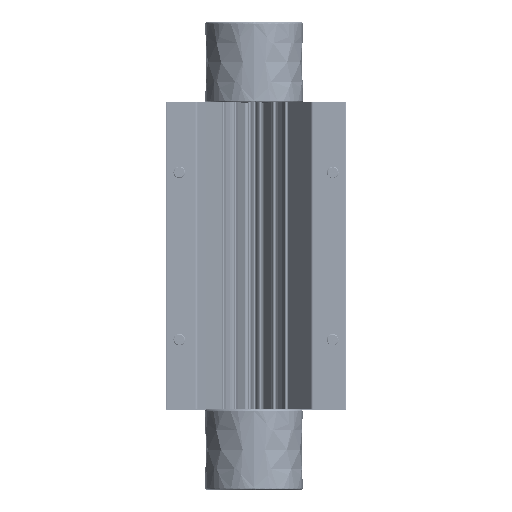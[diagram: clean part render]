
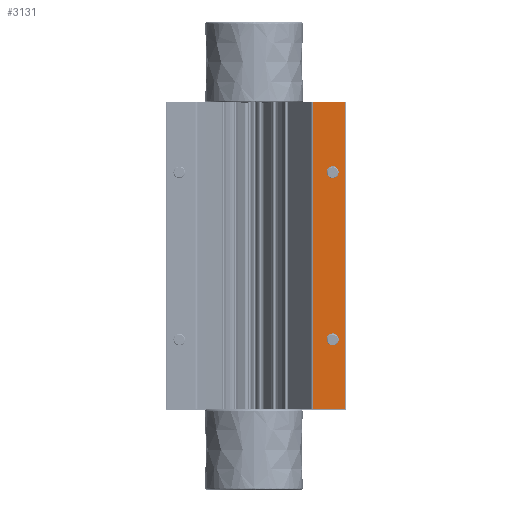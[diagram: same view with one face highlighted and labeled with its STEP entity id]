
A CAD part, front view. The second image highlights one B-rep face of the part: STEP entity #3131.
In plain terms, the highlighted free-form (B-spline) face has degree [1, 1] with [2, 2] control points.
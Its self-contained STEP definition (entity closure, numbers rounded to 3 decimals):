
#132 = VERTEX_POINT('',#133);
#133 = CARTESIAN_POINT('',(30.489,0.,
    102.231));
#151 = VERTEX_POINT('',#152);
#152 = CARTESIAN_POINT('',(35.661,0.,
    102.231));
#157 = EDGE_CURVE('',#151,#132,#158,.T.);
#158 = ( BOUNDED_CURVE() B_SPLINE_CURVE(2,(#159,#160,#161,#162,#163),
.UNSPECIFIED.,.F.,.F.) B_SPLINE_CURVE_WITH_KNOTS((3,2,3),(3.142,
4.712,6.283),.PIECEWISE_BEZIER_KNOTS.) CURVE() 
GEOMETRIC_REPRESENTATION_ITEM() RATIONAL_B_SPLINE_CURVE((1.,
0.707,1.,0.707,1.)) REPRESENTATION_ITEM('') );
#159 = CARTESIAN_POINT('',(35.661,0.,
    102.231));
#160 = CARTESIAN_POINT('',(35.661,0.,
    99.646));
#161 = CARTESIAN_POINT('',(33.075,0.,
    99.646));
#162 = CARTESIAN_POINT('',(30.489,0.,
    99.646));
#163 = CARTESIAN_POINT('',(30.489,0.,
    102.231));
#180 = VERTEX_POINT('',#181);
#181 = CARTESIAN_POINT('',(30.489,0.,
    30.068));
#199 = VERTEX_POINT('',#200);
#200 = CARTESIAN_POINT('',(35.661,0.,
    30.068));
#205 = EDGE_CURVE('',#199,#180,#206,.T.);
#206 = ( BOUNDED_CURVE() B_SPLINE_CURVE(2,(#207,#208,#209,#210,#211),
.UNSPECIFIED.,.F.,.F.) B_SPLINE_CURVE_WITH_KNOTS((3,2,3),(3.142,
4.712,6.283),.PIECEWISE_BEZIER_KNOTS.) CURVE() 
GEOMETRIC_REPRESENTATION_ITEM() RATIONAL_B_SPLINE_CURVE((1.,
0.707,1.,0.707,1.)) REPRESENTATION_ITEM('') );
#207 = CARTESIAN_POINT('',(35.661,0.,
    30.068));
#208 = CARTESIAN_POINT('',(35.661,0.,
    27.482));
#209 = CARTESIAN_POINT('',(33.075,0.,
    27.482));
#210 = CARTESIAN_POINT('',(30.489,0.,
    27.482));
#211 = CARTESIAN_POINT('',(30.489,0.,
    30.068));
#3104 = VERTEX_POINT('',#3105);
#3105 = CARTESIAN_POINT('',(24.642,0.,0.));
#3111 = EDGE_CURVE('',#3112,#3104,#3114,.T.);
#3112 = VERTEX_POINT('',#3113);
#3113 = CARTESIAN_POINT('',(24.642,0.,
    132.299));
#3114 = B_SPLINE_CURVE_WITH_KNOTS('',1,(#3115,#3116),.UNSPECIFIED.,.F.,
  .F.,(2,2),(-0.,110.),.PIECEWISE_BEZIER_KNOTS.);
#3115 = CARTESIAN_POINT('',(24.642,0.,
    132.299));
#3116 = CARTESIAN_POINT('',(24.642,0.,0.));
#3131 = ADVANCED_FACE('',(#3132,#3143,#3154),#3176,.F.);
#3132 = FACE_BOUND('',#3133,.T.);
#3133 = EDGE_LOOP('',(#3134,#3142));
#3134 = ORIENTED_EDGE('',*,*,#3135,.T.);
#3135 = EDGE_CURVE('',#132,#151,#3136,.T.);
#3136 = ( BOUNDED_CURVE() B_SPLINE_CURVE(2,(#3137,#3138,#3139,#3140,
#3141),.UNSPECIFIED.,.F.,.F.) B_SPLINE_CURVE_WITH_KNOTS((3,2,3),(0.,
1.571,3.142),.PIECEWISE_BEZIER_KNOTS.) CURVE() 
GEOMETRIC_REPRESENTATION_ITEM() RATIONAL_B_SPLINE_CURVE((1.,
0.707,1.,0.707,1.)) REPRESENTATION_ITEM('') );
#3137 = CARTESIAN_POINT('',(30.489,0.,
    102.231));
#3138 = CARTESIAN_POINT('',(30.489,0.,
    104.817));
#3139 = CARTESIAN_POINT('',(33.075,0.,
    104.817));
#3140 = CARTESIAN_POINT('',(35.661,0.,
    104.817));
#3141 = CARTESIAN_POINT('',(35.661,0.,
    102.231));
#3142 = ORIENTED_EDGE('',*,*,#157,.T.);
#3143 = FACE_BOUND('',#3144,.T.);
#3144 = EDGE_LOOP('',(#3145,#3153));
#3145 = ORIENTED_EDGE('',*,*,#3146,.T.);
#3146 = EDGE_CURVE('',#180,#199,#3147,.T.);
#3147 = ( BOUNDED_CURVE() B_SPLINE_CURVE(2,(#3148,#3149,#3150,#3151,
#3152),.UNSPECIFIED.,.F.,.F.) B_SPLINE_CURVE_WITH_KNOTS((3,2,3),(0.,
1.571,3.142),.PIECEWISE_BEZIER_KNOTS.) CURVE() 
GEOMETRIC_REPRESENTATION_ITEM() RATIONAL_B_SPLINE_CURVE((1.,
0.707,1.,0.707,1.)) REPRESENTATION_ITEM('') );
#3148 = CARTESIAN_POINT('',(30.489,0.,
    30.068));
#3149 = CARTESIAN_POINT('',(30.489,0.,
    32.654));
#3150 = CARTESIAN_POINT('',(33.075,0.,
    32.654));
#3151 = CARTESIAN_POINT('',(35.661,0.,
    32.654));
#3152 = CARTESIAN_POINT('',(35.661,0.,
    30.068));
#3153 = ORIENTED_EDGE('',*,*,#205,.T.);
#3154 = FACE_BOUND('',#3155,.T.);
#3155 = EDGE_LOOP('',(#3156,#3163,#3170,#3175));
#3156 = ORIENTED_EDGE('',*,*,#3157,.T.);
#3157 = EDGE_CURVE('',#3104,#3158,#3160,.T.);
#3158 = VERTEX_POINT('',#3159);
#3159 = CARTESIAN_POINT('',(38.547,0.,0.));
#3160 = B_SPLINE_CURVE_WITH_KNOTS('',1,(#3161,#3162),.UNSPECIFIED.,.F.,
  .F.,(2,2),(0.,11.562),
  .PIECEWISE_BEZIER_KNOTS.);
#3161 = CARTESIAN_POINT('',(24.642,0.,0.));
#3162 = CARTESIAN_POINT('',(38.547,0.,0.));
#3163 = ORIENTED_EDGE('',*,*,#3164,.F.);
#3164 = EDGE_CURVE('',#3165,#3158,#3167,.T.);
#3165 = VERTEX_POINT('',#3166);
#3166 = CARTESIAN_POINT('',(38.547,0.,
    132.299));
#3167 = B_SPLINE_CURVE_WITH_KNOTS('',1,(#3168,#3169),.UNSPECIFIED.,.F.,
  .F.,(2,2),(-0.,110.),.PIECEWISE_BEZIER_KNOTS.);
#3168 = CARTESIAN_POINT('',(38.547,0.,
    132.299));
#3169 = CARTESIAN_POINT('',(38.547,0.,0.));
#3170 = ORIENTED_EDGE('',*,*,#3171,.F.);
#3171 = EDGE_CURVE('',#3112,#3165,#3172,.T.);
#3172 = B_SPLINE_CURVE_WITH_KNOTS('',1,(#3173,#3174),.UNSPECIFIED.,.F.,
  .F.,(2,2),(0.,11.562),
  .PIECEWISE_BEZIER_KNOTS.);
#3173 = CARTESIAN_POINT('',(24.642,0.,
    132.299));
#3174 = CARTESIAN_POINT('',(38.547,0.,
    132.299));
#3175 = ORIENTED_EDGE('',*,*,#3111,.T.);
#3176 = B_SPLINE_SURFACE_WITH_KNOTS('',1,1,(
    (#3177,#3178)
    ,(#3179,#3180
    )),.UNSPECIFIED.,.F.,.F.,.F.,(2,2),(2,2),(-11.562,0.),(-110.
    ,0.),.PIECEWISE_BEZIER_KNOTS.);
#3177 = CARTESIAN_POINT('',(38.547,0.,0.));
#3178 = CARTESIAN_POINT('',(38.547,0.,
    132.299));
#3179 = CARTESIAN_POINT('',(24.642,0.,0.));
#3180 = CARTESIAN_POINT('',(24.642,0.,
    132.299));
